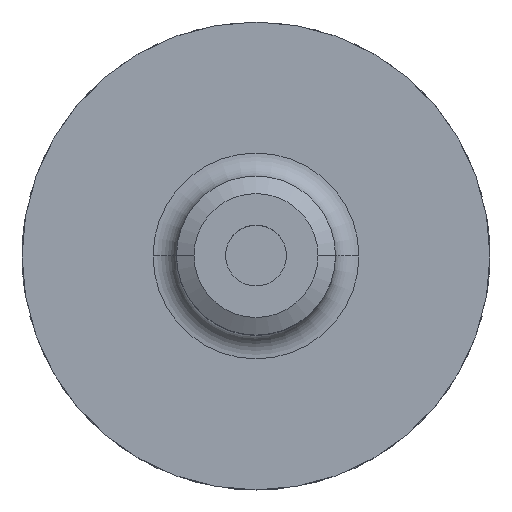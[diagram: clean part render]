
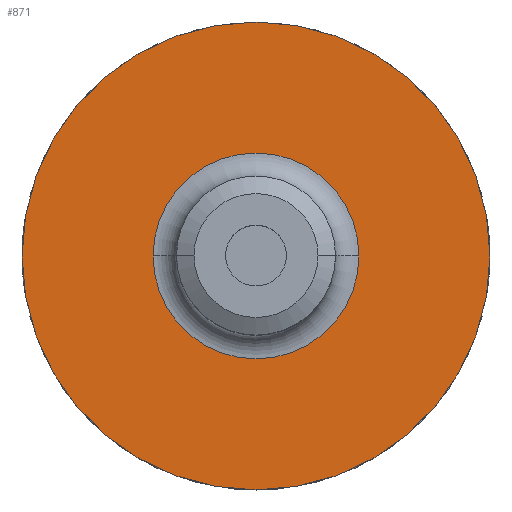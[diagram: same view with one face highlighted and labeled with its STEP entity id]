
A CAD part, top view. The second image highlights one B-rep face of the part: STEP entity #871.
In plain terms, the highlighted planar face has unit normal (0, 0, 1).
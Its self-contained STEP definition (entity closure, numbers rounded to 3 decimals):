
#97 = VERTEX_POINT ( 'NONE', #879 ) ;
#101 = EDGE_LOOP ( 'NONE', ( #1781, #1489 ) ) ;
#134 = CIRCLE ( 'NONE', #1498, 50. ) ;
#144 = DIRECTION ( 'NONE',  ( -1., 0., 0. ) ) ;
#148 = AXIS2_PLACEMENT_3D ( 'NONE', #831, #1433, #836 ) ;
#165 = DIRECTION ( 'NONE',  ( -1., 0., 0. ) ) ;
#184 = DIRECTION ( 'NONE',  ( -1., 0., 0. ) ) ;
#196 = CARTESIAN_POINT ( 'NONE',  ( 0., 0., 38. ) ) ;
#199 = CARTESIAN_POINT ( 'NONE',  ( 50., 0., 38. ) ) ;
#225 = AXIS2_PLACEMENT_3D ( 'NONE', #328, #1925, #144 ) ;
#299 = EDGE_LOOP ( 'NONE', ( #1269, #1266 ) ) ;
#328 = CARTESIAN_POINT ( 'NONE',  ( 0., 0., 38. ) ) ;
#343 = DIRECTION ( 'NONE',  ( 0., 0., -1. ) ) ;
#367 = EDGE_CURVE ( 'NONE', #97, #431, #704, .T. ) ;
#383 = CIRCLE ( 'NONE', #671, 22. ) ;
#431 = VERTEX_POINT ( 'NONE', #199 ) ;
#447 = DIRECTION ( 'NONE',  ( -1., 0., 0. ) ) ;
#466 = CARTESIAN_POINT ( 'NONE',  ( 0., 0., 38. ) ) ;
#479 = CARTESIAN_POINT ( 'NONE',  ( 0., 0., 38. ) ) ;
#671 = AXIS2_PLACEMENT_3D ( 'NONE', #466, #1785, #447 ) ;
#704 = CIRCLE ( 'NONE', #148, 50. ) ;
#771 = VERTEX_POINT ( 'NONE', #1369 ) ;
#831 = CARTESIAN_POINT ( 'NONE',  ( 0., 0., 38. ) ) ;
#836 = DIRECTION ( 'NONE',  ( -1., 0., 0. ) ) ;
#838 = EDGE_CURVE ( 'NONE', #431, #97, #134, .T. ) ;
#871 = ADVANCED_FACE ( 'NONE', ( #1035, #1241 ), #1686, .F. ) ;
#879 = CARTESIAN_POINT ( 'NONE',  ( -50., 0., 38. ) ) ;
#1035 = FACE_BOUND ( 'NONE', #299, .T. ) ;
#1051 = CIRCLE ( 'NONE', #225, 22. ) ;
#1116 = EDGE_CURVE ( 'NONE', #1512, #771, #383, .T. ) ;
#1241 = FACE_OUTER_BOUND ( 'NONE', #101, .T. ) ;
#1242 = DIRECTION ( 'NONE',  ( 0., 0., -1. ) ) ;
#1266 = ORIENTED_EDGE ( 'NONE', *, *, #1810, .T. ) ;
#1269 = ORIENTED_EDGE ( 'NONE', *, *, #1116, .T. ) ;
#1369 = CARTESIAN_POINT ( 'NONE',  ( 22., 0., 38. ) ) ;
#1433 = DIRECTION ( 'NONE',  ( 0., 0., -1. ) ) ;
#1489 = ORIENTED_EDGE ( 'NONE', *, *, #838, .F. ) ;
#1498 = AXIS2_PLACEMENT_3D ( 'NONE', #479, #343, #165 ) ;
#1512 = VERTEX_POINT ( 'NONE', #1632 ) ;
#1613 = AXIS2_PLACEMENT_3D ( 'NONE', #196, #1242, #184 ) ;
#1632 = CARTESIAN_POINT ( 'NONE',  ( -22., 0., 38. ) ) ;
#1686 = PLANE ( 'NONE',  #1613 ) ;
#1781 = ORIENTED_EDGE ( 'NONE', *, *, #367, .F. ) ;
#1785 = DIRECTION ( 'NONE',  ( 0., 0., -1. ) ) ;
#1810 = EDGE_CURVE ( 'NONE', #771, #1512, #1051, .T. ) ;
#1925 = DIRECTION ( 'NONE',  ( 0., 0., -1. ) ) ;
